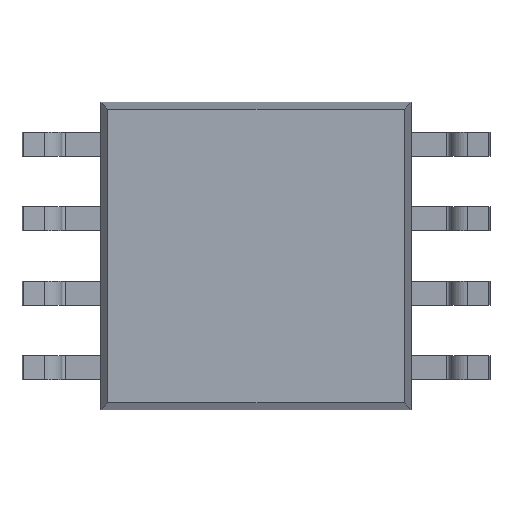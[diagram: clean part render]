
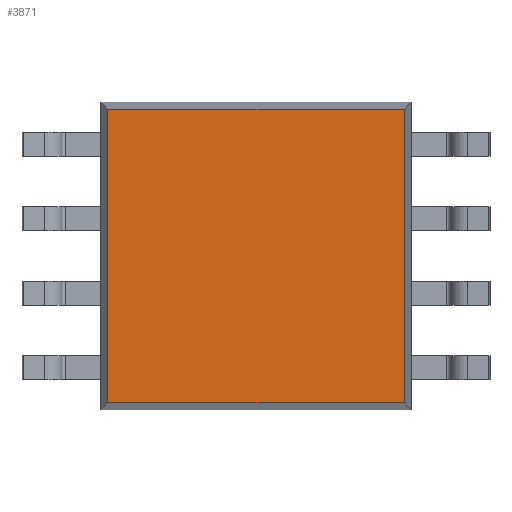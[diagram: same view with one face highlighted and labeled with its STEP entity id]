
A CAD part, front view. The second image highlights one B-rep face of the part: STEP entity #3871.
In plain terms, the highlighted planar face has unit normal (0, -1, 0).
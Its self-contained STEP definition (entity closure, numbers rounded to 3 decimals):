
#42 = LINE ( 'NONE', #2896, #907 ) ;
#195 = CARTESIAN_POINT ( 'NONE',  ( -2.528, 0.25, -2.503 ) ) ;
#399 = LINE ( 'NONE', #3775, #3293 ) ;
#543 = EDGE_CURVE ( 'NONE', #2201, #3105, #3666, .T. ) ;
#579 = VERTEX_POINT ( 'NONE', #2518 ) ;
#634 = DIRECTION ( 'NONE',  ( 0., 0., -1. ) ) ;
#652 = DIRECTION ( 'NONE',  ( -1., 0., 0. ) ) ;
#654 = VECTOR ( 'NONE', #810, 1000. ) ;
#810 = DIRECTION ( 'NONE',  ( 0., 0., 1. ) ) ;
#870 = ORIENTED_EDGE ( 'NONE', *, *, #1571, .T. ) ;
#907 = VECTOR ( 'NONE', #634, 1000. ) ;
#1017 = EDGE_CURVE ( 'NONE', #3105, #579, #399, .T. ) ;
#1067 = CARTESIAN_POINT ( 'NONE',  ( 2.645, 0.25, -2.503 ) ) ;
#1282 = VERTEX_POINT ( 'NONE', #195 ) ;
#1353 = PLANE ( 'NONE',  #2648 ) ;
#1355 = LINE ( 'NONE', #1067, #3004 ) ;
#1378 = DIRECTION ( 'NONE',  ( 0., -1., 0. ) ) ;
#1427 = EDGE_CURVE ( 'NONE', #579, #1282, #42, .T. ) ;
#1570 = CARTESIAN_POINT ( 'NONE',  ( 2.528, 0.25, 2.503 ) ) ;
#1571 = EDGE_CURVE ( 'NONE', #1282, #2201, #1355, .T. ) ;
#1928 = CARTESIAN_POINT ( 'NONE',  ( 2.528, 0.25, -2.503 ) ) ;
#2015 = FACE_OUTER_BOUND ( 'NONE', #2187, .T. ) ;
#2018 = DIRECTION ( 'NONE',  ( 1., 0., 0. ) ) ;
#2187 = EDGE_LOOP ( 'NONE', ( #2457, #870, #3459, #2225 ) ) ;
#2201 = VERTEX_POINT ( 'NONE', #1928 ) ;
#2225 = ORIENTED_EDGE ( 'NONE', *, *, #1017, .T. ) ;
#2457 = ORIENTED_EDGE ( 'NONE', *, *, #1427, .T. ) ;
#2518 = CARTESIAN_POINT ( 'NONE',  ( -2.528, 0.25, 2.503 ) ) ;
#2648 = AXIS2_PLACEMENT_3D ( 'NONE', #3877, #1378, #3897 ) ;
#2896 = CARTESIAN_POINT ( 'NONE',  ( -2.528, 0.25, -2.62 ) ) ;
#3004 = VECTOR ( 'NONE', #2018, 1000. ) ;
#3105 = VERTEX_POINT ( 'NONE', #1570 ) ;
#3293 = VECTOR ( 'NONE', #652, 1000. ) ;
#3456 = CARTESIAN_POINT ( 'NONE',  ( 2.528, 0.25, 2.62 ) ) ;
#3459 = ORIENTED_EDGE ( 'NONE', *, *, #543, .T. ) ;
#3666 = LINE ( 'NONE', #3456, #654 ) ;
#3775 = CARTESIAN_POINT ( 'NONE',  ( -2.645, 0.25, 2.503 ) ) ;
#3871 = ADVANCED_FACE ( 'NONE', ( #2015 ), #1353, .T. ) ;
#3877 = CARTESIAN_POINT ( 'NONE',  ( 0., 0.25, 0. ) ) ;
#3897 = DIRECTION ( 'NONE',  ( 0., 0., -1. ) ) ;
